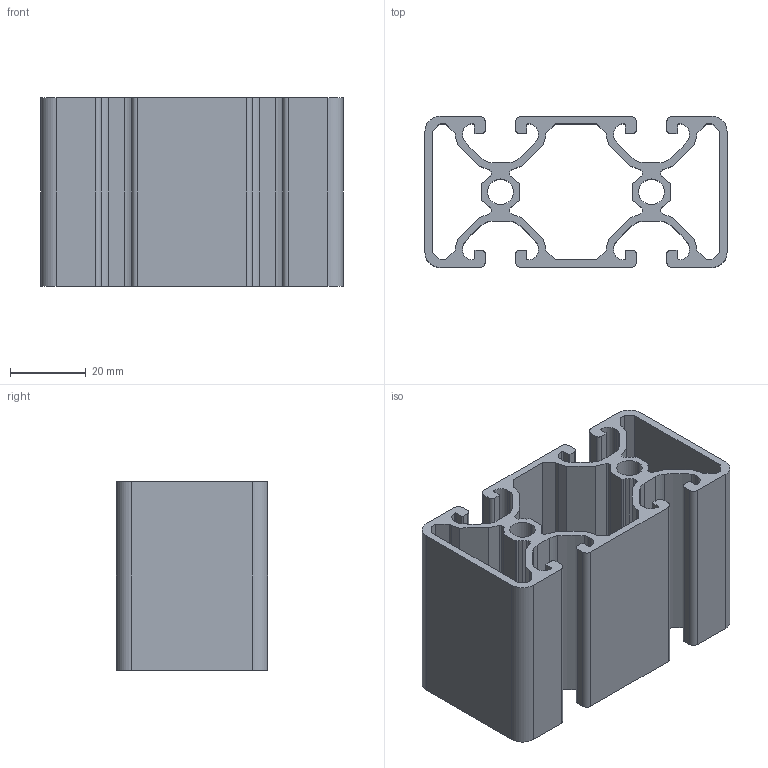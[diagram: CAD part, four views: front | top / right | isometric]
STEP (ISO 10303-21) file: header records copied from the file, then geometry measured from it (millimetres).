
FILE_DESCRIPTION (( 'STEP AP214' ), '1' );
FILE_NAME ('BASE08E0156-Profilé 8 80x40 2N180 E.step', '2023-03-24T09:42:20', ( 'Altae' ), ( '' ), 'SwSTEP 2.0', 'SolidWorks 2021', '' );
FILE_SCHEMA (( 'AUTOMOTIVE_DESIGN' ));
Length unit declared in the file: millimetre
Products named in the file (1): BASE08E0156-Profilé 8 80x40 2N180 E
Bounding box: 80 x 40 x 50 mm (x, y, z)
Volume: 43190.7 mm3; surface area: 39765.4 mm2
Topology: 1 solids, 1 shells, 246 faces, 732 edges, 488 vertices
Faces by surface type: plane 174, cylinder 72
Entity records: 8274 total; most frequent: CARTESIAN_POINT 1467, ORIENTED_EDGE 1464, DIRECTION 1370, EDGE_CURVE 732, VECTOR 588, LINE 588, VERTEX_POINT 488, AXIS2_PLACEMENT_3D 391
